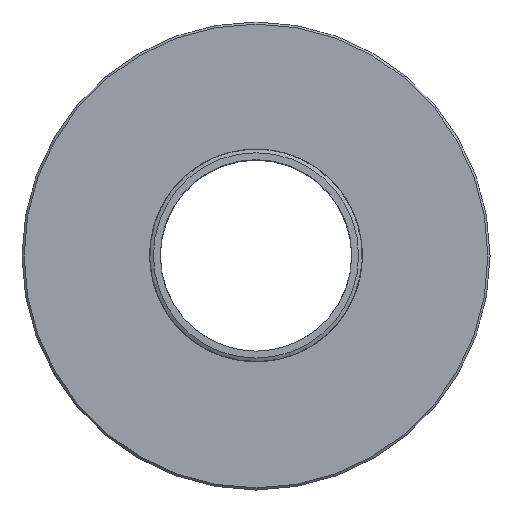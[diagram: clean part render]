
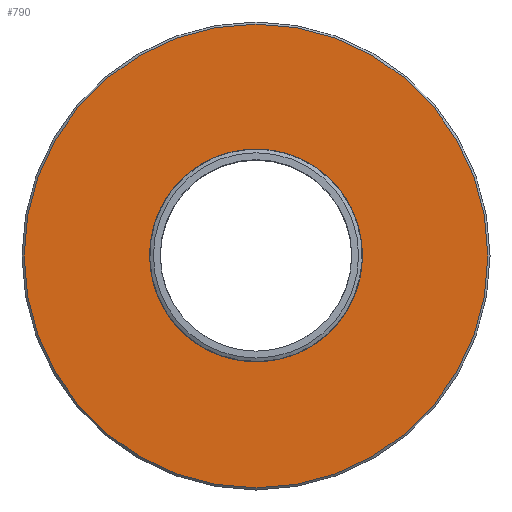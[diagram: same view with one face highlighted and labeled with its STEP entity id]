
A CAD part, left-side view. The second image highlights one B-rep face of the part: STEP entity #790.
In plain terms, the highlighted planar face has unit normal (-1, 0, 0).
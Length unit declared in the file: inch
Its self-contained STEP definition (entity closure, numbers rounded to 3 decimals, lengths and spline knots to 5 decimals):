
#22=FACE_BOUND('',#146,.T.);
#30=PLANE('',#869);
#98=FACE_OUTER_BOUND('',#145,.T.);
#145=EDGE_LOOP('',(#707));
#146=EDGE_LOOP('',(#708));
#156=CIRCLE('',#843,0.48);
#169=CIRCLE('',#865,1.09);
#356=VERTEX_POINT('',#2583);
#371=VERTEX_POINT('',#4238);
#457=EDGE_CURVE('',#356,#356,#156,.T.);
#483=EDGE_CURVE('',#371,#371,#169,.T.);
#707=ORIENTED_EDGE('',*,*,#483,.T.);
#708=ORIENTED_EDGE('',*,*,#457,.F.);
#790=ADVANCED_FACE('',(#98,#22),#30,.T.);
#843=AXIS2_PLACEMENT_3D('',#2585,#974,#975);
#865=AXIS2_PLACEMENT_3D('',#4240,#1023,#1024);
#869=AXIS2_PLACEMENT_3D('',#4245,#1032,#1033);
#974=DIRECTION('center_axis',(-1.,0.,0.));
#975=DIRECTION('ref_axis',(0.,0.,1.));
#1023=DIRECTION('center_axis',(-1.,0.,0.));
#1024=DIRECTION('ref_axis',(0.,0.,1.));
#1032=DIRECTION('center_axis',(-1.,0.,0.));
#1033=DIRECTION('ref_axis',(0.,0.,1.));
#2583=CARTESIAN_POINT('',(-0.17,0.,-0.47732));
#2585=CARTESIAN_POINT('Origin',(-0.17,0.,0.00268));
#4238=CARTESIAN_POINT('',(-0.17,0.,1.09));
#4240=CARTESIAN_POINT('Origin',(-0.17,0.,0.));
#4245=CARTESIAN_POINT('Origin',(-0.17,1.1,0.));
